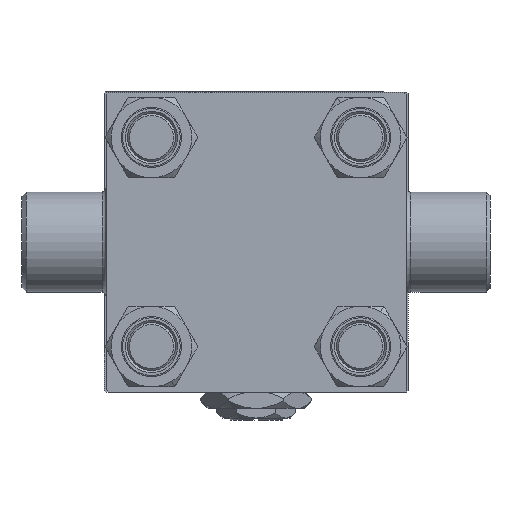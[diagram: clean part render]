
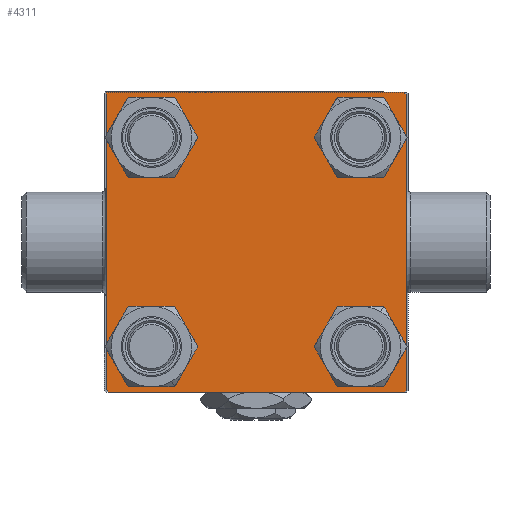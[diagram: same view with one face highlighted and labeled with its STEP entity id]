
A CAD part, left-side view. The second image highlights one B-rep face of the part: STEP entity #4311.
In plain terms, the highlighted planar face has unit normal (-1, 0, 0).
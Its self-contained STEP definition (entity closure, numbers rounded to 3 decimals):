
#770 = CARTESIAN_POINT ( 'NONE',  ( 0., 26.15, -19.65 ) ) ;
#1627 = EDGE_CURVE ( 'NONE', #29230, #22697, #25715, .T. ) ;
#2116 = DIRECTION ( 'NONE',  ( 0., 0., 1. ) ) ;
#2158 = ORIENTED_EDGE ( 'NONE', *, *, #25290, .T. ) ;
#2446 = CARTESIAN_POINT ( 'NONE',  ( 0., 26.15, 19.65 ) ) ;
#2636 = ORIENTED_EDGE ( 'NONE', *, *, #20701, .T. ) ;
#3103 = CIRCLE ( 'NONE', #33639, 6.5 ) ;
#3342 = DIRECTION ( 'NONE',  ( 0., 0., -1. ) ) ;
#3712 = VERTEX_POINT ( 'NONE', #17548 ) ;
#3852 = DIRECTION ( 'NONE',  ( 1., 0., 0. ) ) ;
#4072 = ORIENTED_EDGE ( 'NONE', *, *, #25665, .T. ) ;
#4146 = CARTESIAN_POINT ( 'NONE',  ( 0., 26.15, 26.15 ) ) ;
#4311 = ADVANCED_FACE ( 'NONE', ( #5126, #9295, #12496, #16409, #31354 ), #24220, .T. ) ;
#4670 = LINE ( 'NONE', #7624, #25889 ) ;
#5126 = FACE_BOUND ( 'NONE', #37721, .T. ) ;
#7587 = CARTESIAN_POINT ( 'NONE',  ( 0., -37.25, -37.25 ) ) ;
#7624 = CARTESIAN_POINT ( 'NONE',  ( 0., -37.5, 37.5 ) ) ;
#7658 = CARTESIAN_POINT ( 'NONE',  ( 0., -37.25, 37.25 ) ) ;
#7757 = ORIENTED_EDGE ( 'NONE', *, *, #17386, .T. ) ;
#7829 = EDGE_CURVE ( 'NONE', #24916, #3712, #33003, .T. ) ;
#7900 = DIRECTION ( 'NONE',  ( 1., 0., 0. ) ) ;
#8203 = VERTEX_POINT ( 'NONE', #33419 ) ;
#9295 = FACE_BOUND ( 'NONE', #42316, .T. ) ;
#9499 = CIRCLE ( 'NONE', #47884, 6.5 ) ;
#9596 = CARTESIAN_POINT ( 'NONE',  ( 0., 37.5, 37.5 ) ) ;
#9712 = DIRECTION ( 'NONE',  ( 1., 0., 0. ) ) ;
#9757 = DIRECTION ( 'NONE',  ( 0., -0.707, -0.707 ) ) ;
#10231 = LINE ( 'NONE', #47768, #47916 ) ;
#10471 = CARTESIAN_POINT ( 'NONE',  ( 0., 37.5, -37.5 ) ) ;
#10549 = DIRECTION ( 'NONE',  ( 1., 0., 0. ) ) ;
#10781 = DIRECTION ( 'NONE',  ( 0., -0.707, 0.707 ) ) ;
#11333 = CARTESIAN_POINT ( 'NONE',  ( 0., -37.5, -37. ) ) ;
#11412 = EDGE_CURVE ( 'NONE', #8203, #27586, #39082, .T. ) ;
#11544 = EDGE_CURVE ( 'NONE', #36440, #31874, #17934, .T. ) ;
#12185 = EDGE_CURVE ( 'NONE', #31874, #36440, #3103, .T. ) ;
#12496 = FACE_BOUND ( 'NONE', #16568, .T. ) ;
#12519 = CARTESIAN_POINT ( 'NONE',  ( 0., -37., 37.5 ) ) ;
#13252 = CARTESIAN_POINT ( 'NONE',  ( 0., 37.25, 37.25 ) ) ;
#13628 = CARTESIAN_POINT ( 'NONE',  ( 0., -26.15, 32.65 ) ) ;
#14714 = DIRECTION ( 'NONE',  ( 1., 0., 0. ) ) ;
#15511 = EDGE_CURVE ( 'NONE', #32957, #22697, #4670, .T. ) ;
#15652 = CARTESIAN_POINT ( 'NONE',  ( 0., 37., -37.5 ) ) ;
#16318 = ORIENTED_EDGE ( 'NONE', *, *, #15511, .F. ) ;
#16392 = EDGE_CURVE ( 'NONE', #32550, #48004, #32210, .T. ) ;
#16409 = FACE_BOUND ( 'NONE', #47599, .T. ) ;
#16568 = EDGE_LOOP ( 'NONE', ( #26377, #43051 ) ) ;
#16582 = VERTEX_POINT ( 'NONE', #15652 ) ;
#17386 = EDGE_CURVE ( 'NONE', #42373, #24916, #28432, .T. ) ;
#17548 = CARTESIAN_POINT ( 'NONE',  ( 0., 37.5, -37. ) ) ;
#17934 = CIRCLE ( 'NONE', #29684, 6.5 ) ;
#18354 = VERTEX_POINT ( 'NONE', #2446 ) ;
#18590 = DIRECTION ( 'NONE',  ( 0., 0., 1. ) ) ;
#18765 = ORIENTED_EDGE ( 'NONE', *, *, #11412, .T. ) ;
#18787 = DIRECTION ( 'NONE',  ( 0., 0., 1. ) ) ;
#19083 = DIRECTION ( 'NONE',  ( 1., 0., 0. ) ) ;
#19612 = DIRECTION ( 'NONE',  ( 0., 0., -1. ) ) ;
#19990 = ORIENTED_EDGE ( 'NONE', *, *, #43945, .T. ) ;
#20087 = EDGE_CURVE ( 'NONE', #48004, #32550, #9499, .T. ) ;
#20701 = EDGE_CURVE ( 'NONE', #3712, #16582, #10231, .T. ) ;
#20770 = DIRECTION ( 'NONE',  ( 0., -1., 0. ) ) ;
#21403 = CIRCLE ( 'NONE', #44933, 6.5 ) ;
#22259 = CARTESIAN_POINT ( 'NONE',  ( 0., -26.15, 26.15 ) ) ;
#22667 = ORIENTED_EDGE ( 'NONE', *, *, #43770, .T. ) ;
#22697 = VERTEX_POINT ( 'NONE', #11333 ) ;
#22818 = LINE ( 'NONE', #7658, #23739 ) ;
#22971 = CIRCLE ( 'NONE', #24521, 6.5 ) ;
#23651 = ORIENTED_EDGE ( 'NONE', *, *, #16392, .T. ) ;
#23739 = VECTOR ( 'NONE', #38039, 1000. ) ;
#24220 = PLANE ( 'NONE',  #26494 ) ;
#24521 = AXIS2_PLACEMENT_3D ( 'NONE', #29950, #7900, #25774 ) ;
#24916 = VERTEX_POINT ( 'NONE', #33094 ) ;
#24931 = EDGE_LOOP ( 'NONE', ( #44643, #2636, #19990, #28377, #16318, #4072, #33573, #7757 ) ) ;
#24988 = DIRECTION ( 'NONE',  ( 0., 0.707, -0.707 ) ) ;
#25290 = EDGE_CURVE ( 'NONE', #27586, #8203, #21403, .T. ) ;
#25620 = EDGE_CURVE ( 'NONE', #18354, #32772, #22971, .T. ) ;
#25645 = ORIENTED_EDGE ( 'NONE', *, *, #25620, .T. ) ;
#25665 = EDGE_CURVE ( 'NONE', #32957, #42164, #22818, .T. ) ;
#25715 = LINE ( 'NONE', #7587, #31804 ) ;
#25774 = DIRECTION ( 'NONE',  ( 0., 0., 1. ) ) ;
#25889 = VECTOR ( 'NONE', #19612, 1000. ) ;
#25914 = CARTESIAN_POINT ( 'NONE',  ( 0., 26.15, -32.65 ) ) ;
#26377 = ORIENTED_EDGE ( 'NONE', *, *, #11544, .T. ) ;
#26494 = AXIS2_PLACEMENT_3D ( 'NONE', #38479, #46339, #39216 ) ;
#27210 = AXIS2_PLACEMENT_3D ( 'NONE', #4146, #19083, #34051 ) ;
#27586 = VERTEX_POINT ( 'NONE', #37520 ) ;
#28377 = ORIENTED_EDGE ( 'NONE', *, *, #1627, .T. ) ;
#28432 = LINE ( 'NONE', #13252, #39184 ) ;
#28808 = CARTESIAN_POINT ( 'NONE',  ( 0., 26.15, -26.15 ) ) ;
#29230 = VERTEX_POINT ( 'NONE', #34397 ) ;
#29684 = AXIS2_PLACEMENT_3D ( 'NONE', #28808, #9712, #2116 ) ;
#29897 = CARTESIAN_POINT ( 'NONE',  ( 0., -26.15, -26.15 ) ) ;
#29950 = CARTESIAN_POINT ( 'NONE',  ( 0., 26.15, 26.15 ) ) ;
#31354 = FACE_OUTER_BOUND ( 'NONE', #24931, .T. ) ;
#31804 = VECTOR ( 'NONE', #10781, 1000. ) ;
#31874 = VERTEX_POINT ( 'NONE', #25914 ) ;
#32210 = CIRCLE ( 'NONE', #38367, 6.5 ) ;
#32550 = VERTEX_POINT ( 'NONE', #13628 ) ;
#32772 = VERTEX_POINT ( 'NONE', #37623 ) ;
#32957 = VERTEX_POINT ( 'NONE', #36842 ) ;
#33003 = LINE ( 'NONE', #36923, #41368 ) ;
#33094 = CARTESIAN_POINT ( 'NONE',  ( 0., 37.5, 37. ) ) ;
#33101 = DIRECTION ( 'NONE',  ( 0., 0., 1. ) ) ;
#33308 = CARTESIAN_POINT ( 'NONE',  ( 0., 37., 37.5 ) ) ;
#33419 = CARTESIAN_POINT ( 'NONE',  ( 0., -26.15, -32.65 ) ) ;
#33438 = DIRECTION ( 'NONE',  ( 1., 0., 0. ) ) ;
#33573 = ORIENTED_EDGE ( 'NONE', *, *, #45693, .F. ) ;
#33639 = AXIS2_PLACEMENT_3D ( 'NONE', #44895, #10549, #41201 ) ;
#33917 = CARTESIAN_POINT ( 'NONE',  ( 0., -26.15, 19.65 ) ) ;
#34051 = DIRECTION ( 'NONE',  ( 0., 0., 1. ) ) ;
#34397 = CARTESIAN_POINT ( 'NONE',  ( 0., -37., -37.5 ) ) ;
#35335 = LINE ( 'NONE', #9596, #44542 ) ;
#36440 = VERTEX_POINT ( 'NONE', #770 ) ;
#36842 = CARTESIAN_POINT ( 'NONE',  ( 0., -37.5, 37. ) ) ;
#36923 = CARTESIAN_POINT ( 'NONE',  ( 0., 37.5, 37.5 ) ) ;
#37434 = CARTESIAN_POINT ( 'NONE',  ( 0., -26.15, -26.15 ) ) ;
#37520 = CARTESIAN_POINT ( 'NONE',  ( 0., -26.15, -19.65 ) ) ;
#37535 = AXIS2_PLACEMENT_3D ( 'NONE', #29897, #14714, #33101 ) ;
#37601 = CARTESIAN_POINT ( 'NONE',  ( 0., -26.15, 26.15 ) ) ;
#37623 = CARTESIAN_POINT ( 'NONE',  ( 0., 26.15, 32.65 ) ) ;
#37721 = EDGE_LOOP ( 'NONE', ( #23651, #45511 ) ) ;
#38039 = DIRECTION ( 'NONE',  ( 0., 0.707, 0.707 ) ) ;
#38367 = AXIS2_PLACEMENT_3D ( 'NONE', #22259, #40687, #18590 ) ;
#38479 = CARTESIAN_POINT ( 'NONE',  ( 0., 0., 0. ) ) ;
#39082 = CIRCLE ( 'NONE', #37535, 6.5 ) ;
#39184 = VECTOR ( 'NONE', #24988, 1000. ) ;
#39216 = DIRECTION ( 'NONE',  ( 0., 0., 1. ) ) ;
#39670 = LINE ( 'NONE', #10471, #46808 ) ;
#40687 = DIRECTION ( 'NONE',  ( 1., 0., 0. ) ) ;
#41201 = DIRECTION ( 'NONE',  ( 0., 0., 1. ) ) ;
#41368 = VECTOR ( 'NONE', #3342, 1000. ) ;
#42164 = VERTEX_POINT ( 'NONE', #12519 ) ;
#42316 = EDGE_LOOP ( 'NONE', ( #2158, #18765 ) ) ;
#42373 = VERTEX_POINT ( 'NONE', #33308 ) ;
#42920 = CIRCLE ( 'NONE', #27210, 6.5 ) ;
#43051 = ORIENTED_EDGE ( 'NONE', *, *, #12185, .T. ) ;
#43770 = EDGE_CURVE ( 'NONE', #32772, #18354, #42920, .T. ) ;
#43945 = EDGE_CURVE ( 'NONE', #16582, #29230, #39670, .T. ) ;
#44542 = VECTOR ( 'NONE', #47366, 1000. ) ;
#44643 = ORIENTED_EDGE ( 'NONE', *, *, #7829, .T. ) ;
#44895 = CARTESIAN_POINT ( 'NONE',  ( 0., 26.15, -26.15 ) ) ;
#44933 = AXIS2_PLACEMENT_3D ( 'NONE', #37434, #3852, #18787 ) ;
#45511 = ORIENTED_EDGE ( 'NONE', *, *, #20087, .T. ) ;
#45693 = EDGE_CURVE ( 'NONE', #42373, #42164, #35335, .T. ) ;
#46339 = DIRECTION ( 'NONE',  ( -1., 0., 0. ) ) ;
#46808 = VECTOR ( 'NONE', #20770, 1000. ) ;
#47366 = DIRECTION ( 'NONE',  ( 0., -1., 0. ) ) ;
#47599 = EDGE_LOOP ( 'NONE', ( #22667, #25645 ) ) ;
#47768 = CARTESIAN_POINT ( 'NONE',  ( 0., 37.25, -37.25 ) ) ;
#47884 = AXIS2_PLACEMENT_3D ( 'NONE', #37601, #33438, #47944 ) ;
#47916 = VECTOR ( 'NONE', #9757, 1000. ) ;
#47944 = DIRECTION ( 'NONE',  ( 0., 0., 1. ) ) ;
#48004 = VERTEX_POINT ( 'NONE', #33917 ) ;
